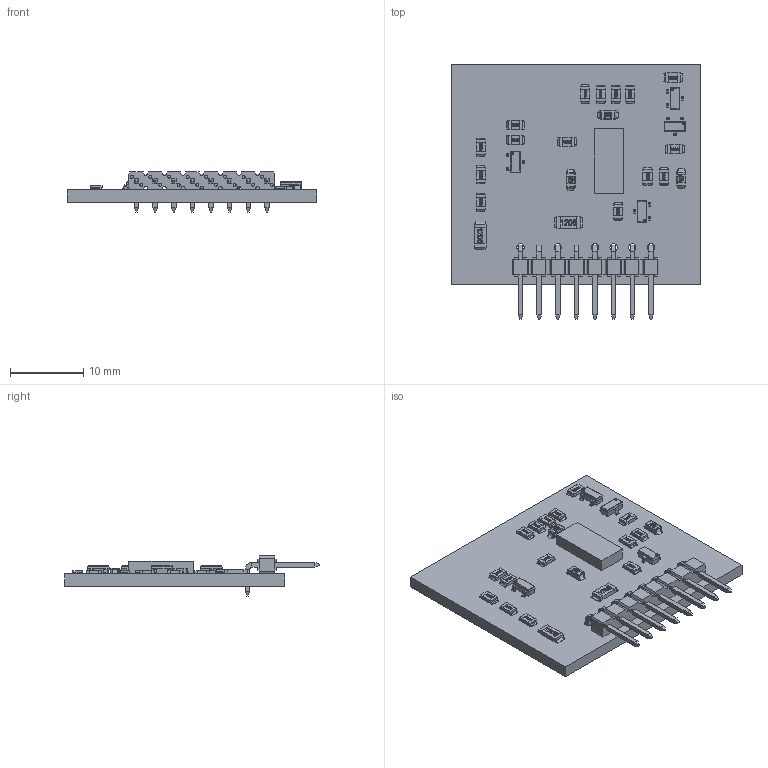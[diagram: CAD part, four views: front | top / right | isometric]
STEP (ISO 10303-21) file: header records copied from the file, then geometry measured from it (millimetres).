
FILE_DESCRIPTION(('Open CASCADE Model'),'2;1');
FILE_NAME('Open CASCADE Shape Model','2023-12-13T10:59:51',('Author'),( 'Open CASCADE'),'Open CASCADE STEP processor 6.8','Open CASCADE 6.8' ,'Unknown');
FILE_SCHEMA(('AUTOMOTIVE_DESIGN { 1 0 10303 214 1 1 1 1 }'));
Length unit declared in the file: millimetre
Products named in the file (35): PCB; Board; R9; 0805_Resistor_v11; R3; Q2; SOT23-3; Q1; U1; 847313760; Extruded; R17; R16; R15; R14; R13; R12; R11; R10; R8; 1206_Resistor_v12; R7; R6; R5; R4; R2; R1; J1; RA_8pin_0.1_header_v1; D2; D1; C6; User_Library-0805_Cap; C2; C1
Assembly tree (54 placements, depth 4):
  PCB
    Board
    R9
      0805_Resistor_v11
    R3
      0805_Resistor_v11
    Q2
      SOT23-3
    Q1
      SOT23-3
    U1
      847313760
        Extruded
    R17
      0805_Resistor_v11
    R16
      0805_Resistor_v11
    R15
      0805_Resistor_v11
    R14
      0805_Resistor_v11
    R13
      0805_Resistor_v11
    R12
      0805_Resistor_v11
    R11
      0805_Resistor_v11
    R10
      0805_Resistor_v11
    R8
      1206_Resistor_v12
    R7
      0805_Resistor_v11
    R6
      0805_Resistor_v11
    R5
      0805_Resistor_v11
    R4
      0805_Resistor_v11
    R2
      1206_Resistor_v12
    R1
      0805_Resistor_v11
    J1
      RA_8pin_0.1_header_v1
    D2
      SOT23-3
    D1
      SOT23-3
    C6
      User_Library-0805_Cap
    C2
      User_Library-0805_Cap
    C1
      User_Library-0805_Cap
Bounding box: 34 x 34.7 x 5.47 mm (x, y, z)
Volume: 1905.8 mm3; surface area: 3225.1 mm2
Topology: 175 solids, 175 shells, 3942 faces, 10125 edges, 6566 vertices
Faces by surface type: bspline 2305, plane 1427, cylinder 202, torus 4, cone 4
Full cylindrical faces by diameter (mm): 0.41 x32, 1 x6
Entity records: 35002 total; most frequent: CARTESIAN_POINT 11736, ORIENTED_EDGE 4788, DIRECTION 3379, EDGE_CURVE 2394, VERTEX_POINT 1547, LINE 1413, VECTOR 1413, FACE_BOUND 1037
